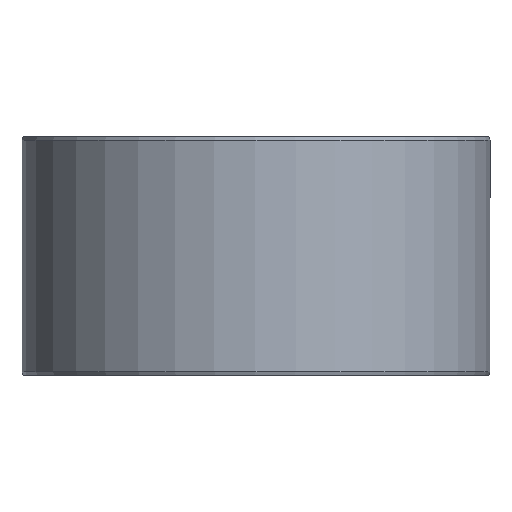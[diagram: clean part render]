
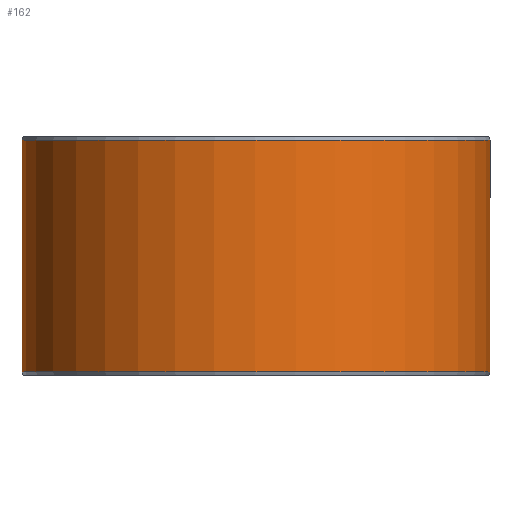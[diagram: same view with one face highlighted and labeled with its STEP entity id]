
A CAD part, front view. The second image highlights one B-rep face of the part: STEP entity #162.
In plain terms, the highlighted cylindrical face has radius 127.5 mm (diameter 255 mm), a partial arc.
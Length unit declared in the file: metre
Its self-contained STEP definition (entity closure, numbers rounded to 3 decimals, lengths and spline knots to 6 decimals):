
#162=ADVANCED_FACE('',(#185,#186),#187,.T.);
#185=FACE_OUTER_BOUND('',#211,.T.);
#186=FACE_BOUND('',#212,.T.);
#187=CYLINDRICAL_SURFACE('',#213,0.1275);
#211=EDGE_LOOP('',(#289,#290,#291,#292));
#212=EDGE_LOOP('',(#293));
#213=AXIS2_PLACEMENT_3D('',#294,#295,#296);
#289=ORIENTED_EDGE('',*,*,#314,.T.);
#290=ORIENTED_EDGE('',*,*,#323,.F.);
#291=ORIENTED_EDGE('',*,*,#309,.F.);
#292=ORIENTED_EDGE('',*,*,#324,.T.);
#293=ORIENTED_EDGE('',*,*,#327,.T.);
#294=CARTESIAN_POINT('',(0.,0.,0.0));
#295=DIRECTION('',(0.,0.0,-1.0));
#296=DIRECTION('',(-1.0,0.0,0.));
#309=EDGE_CURVE('',#341,#342,#343,.T.);
#314=EDGE_CURVE('',#351,#349,#352,.T.);
#323=EDGE_CURVE('',#342,#349,#365,.T.);
#324=EDGE_CURVE('',#341,#351,#366,.T.);
#327=EDGE_CURVE('',#370,#370,#371,.T.);
#341=VERTEX_POINT('',#389);
#342=VERTEX_POINT('',#390);
#343=CIRCLE('',#391,0.1275);
#349=VERTEX_POINT('',#399);
#351=VERTEX_POINT('',#402);
#352=CIRCLE('',#403,0.1275);
#365=LINE('',#422,#423);
#366=LINE('',#424,#425);
#370=VERTEX_POINT('',#503);
#371=B_SPLINE_CURVE_WITH_KNOTS('',3,(#504,#505,#506,#507,#508,#509,#510,#511,#512,#513,#514,#515,#516,#517,#518,#519,#520,#521,#522,#523,#524,#525,#526,#527,#528,#529,#530,#531,#532,#533,#534,#535,#536,#537,#538,#539,#540,#541,#542,#543,#544,#545,#546,#547,#548,#549,#550,#551,#552,#553,#554,#555,#556,#557,#558,#559,#560,#561,#562,#563,#564,#565,#566,#567,#568,#569,#570,#571,#572,#573,#574,#575,#576,#577),.UNSPECIFIED.,.T.,.F.,(2,2,2,2,2,2,2,2,2,2,2,2,2,2,2,2,2,2,2,2,2,2,2,2,2,2,2,2,2,2,2,2,2,2,2,2,2,2,2),(-0.000977,0.0,0.000977,0.001466,0.001954,0.002931,0.003908,0.004885,0.005862,0.006839,0.007816,0.008793,0.00977,0.010747,0.011724,0.012701,0.01319,0.013678,0.014655,0.015632,0.016609,0.017586,0.018563,0.01954,0.020517,0.021494,0.022471,0.023448,0.024425,0.024914,0.025402,0.026379,0.027356,0.028333,0.028822,0.02931,0.030287,0.031264,0.032241),.UNSPECIFIED.);
#389=CARTESIAN_POINT('',(0.002225,0.127481,0.0018));
#390=CARTESIAN_POINT('',(0.,0.1275,0.0018));
#391=AXIS2_PLACEMENT_3D('',#591,#592,#593);
#399=CARTESIAN_POINT('',(0.,0.1275,0.1282));
#402=CARTESIAN_POINT('',(0.002225,0.127481,0.1282));
#403=AXIS2_PLACEMENT_3D('',#600,#601,#602);
#422=CARTESIAN_POINT('',(0.,0.1275,0.0018));
#423=VECTOR('',#615,1.0);
#424=CARTESIAN_POINT('',(0.002225,0.127481,0.0018));
#425=VECTOR('',#616,1.0);
#503=CARTESIAN_POINT('',(0.10663,-0.069903,0.065));
#504=CARTESIAN_POINT('',(0.10663,-0.069903,0.06467));
#505=CARTESIAN_POINT('',(0.10663,-0.069903,0.06533));
#506=CARTESIAN_POINT('',(0.106647,-0.069876,0.065655));
#507=CARTESIAN_POINT('',(0.1067,-0.069796,0.066134));
#508=CARTESIAN_POINT('',(0.106721,-0.069763,0.066293));
#509=CARTESIAN_POINT('',(0.106773,-0.069683,0.066607));
#510=CARTESIAN_POINT('',(0.106804,-0.069636,0.066763));
#511=CARTESIAN_POINT('',(0.106907,-0.069478,0.067217));
#512=CARTESIAN_POINT('',(0.10699,-0.069349,0.067504));
#513=CARTESIAN_POINT('',(0.107187,-0.069044,0.068048));
#514=CARTESIAN_POINT('',(0.107302,-0.068867,0.068305));
#515=CARTESIAN_POINT('',(0.10755,-0.068478,0.068766));
#516=CARTESIAN_POINT('',(0.107685,-0.068265,0.068973));
#517=CARTESIAN_POINT('',(0.107977,-0.067803,0.069339));
#518=CARTESIAN_POINT('',(0.108132,-0.067557,0.069494));
#519=CARTESIAN_POINT('',(0.108449,-0.067045,0.069744));
#520=CARTESIAN_POINT('',(0.108615,-0.066777,0.06984));
#521=CARTESIAN_POINT('',(0.108951,-0.066227,0.069968));
#522=CARTESIAN_POINT('',(0.109119,-0.065949,0.07));
#523=CARTESIAN_POINT('',(0.109455,-0.06539,0.07));
#524=CARTESIAN_POINT('',(0.109625,-0.065106,0.069968));
#525=CARTESIAN_POINT('',(0.109951,-0.064553,0.06984));
#526=CARTESIAN_POINT('',(0.110108,-0.064284,0.069746));
#527=CARTESIAN_POINT('',(0.110412,-0.063761,0.069496));
#528=CARTESIAN_POINT('',(0.110559,-0.063507,0.069339));
#529=CARTESIAN_POINT('',(0.110828,-0.063036,0.068977));
#530=CARTESIAN_POINT('',(0.110952,-0.062817,0.068771));
#531=CARTESIAN_POINT('',(0.111182,-0.06241,0.068304));
#532=CARTESIAN_POINT('',(0.111283,-0.062229,0.068051));
#533=CARTESIAN_POINT('',(0.111415,-0.061991,0.067645));
#534=CARTESIAN_POINT('',(0.111456,-0.061918,0.067505));
#535=CARTESIAN_POINT('',(0.111531,-0.061782,0.067216));
#536=CARTESIAN_POINT('',(0.111566,-0.06172,0.067066));
#537=CARTESIAN_POINT('',(0.111657,-0.061555,0.066612));
#538=CARTESIAN_POINT('',(0.111702,-0.061472,0.0663));
#539=CARTESIAN_POINT('',(0.111764,-0.06136,0.065659));
#540=CARTESIAN_POINT('',(0.11178,-0.061331,0.065328));
#541=CARTESIAN_POINT('',(0.11178,-0.061331,0.064675));
#542=CARTESIAN_POINT('',(0.111765,-0.061359,0.064351));
#543=CARTESIAN_POINT('',(0.111703,-0.06147,0.063707));
#544=CARTESIAN_POINT('',(0.111657,-0.061555,0.06339));
#545=CARTESIAN_POINT('',(0.111537,-0.061773,0.062789));
#546=CARTESIAN_POINT('',(0.111462,-0.061908,0.062498));
#547=CARTESIAN_POINT('',(0.111284,-0.062227,0.061951));
#548=CARTESIAN_POINT('',(0.111183,-0.062408,0.061699));
#549=CARTESIAN_POINT('',(0.110956,-0.062809,0.061237));
#550=CARTESIAN_POINT('',(0.11083,-0.063033,0.061026));
#551=CARTESIAN_POINT('',(0.11056,-0.063505,0.060662));
#552=CARTESIAN_POINT('',(0.110417,-0.063754,0.060508));
#553=CARTESIAN_POINT('',(0.110113,-0.064277,0.060257));
#554=CARTESIAN_POINT('',(0.109952,-0.064551,0.060161));
#555=CARTESIAN_POINT('',(0.109627,-0.065101,0.060033));
#556=CARTESIAN_POINT('',(0.109461,-0.06538,0.06));
#557=CARTESIAN_POINT('',(0.109122,-0.065946,0.06));
#558=CARTESIAN_POINT('',(0.108952,-0.066225,0.060032));
#559=CARTESIAN_POINT('',(0.108703,-0.066634,0.060127));
#560=CARTESIAN_POINT('',(0.10862,-0.066769,0.060166));
#561=CARTESIAN_POINT('',(0.108455,-0.067036,0.060261));
#562=CARTESIAN_POINT('',(0.108373,-0.067169,0.060317));
#563=CARTESIAN_POINT('',(0.108133,-0.067555,0.060505));
#564=CARTESIAN_POINT('',(0.10798,-0.067798,0.060658));
#565=CARTESIAN_POINT('',(0.10769,-0.068258,0.06102));
#566=CARTESIAN_POINT('',(0.107552,-0.068476,0.061231));
#567=CARTESIAN_POINT('',(0.107303,-0.068865,0.061692));
#568=CARTESIAN_POINT('',(0.107191,-0.069039,0.061944));
#569=CARTESIAN_POINT('',(0.107042,-0.06927,0.062353));
#570=CARTESIAN_POINT('',(0.106996,-0.069341,0.062495));
#571=CARTESIAN_POINT('',(0.106911,-0.069471,0.062784));
#572=CARTESIAN_POINT('',(0.106873,-0.06953,0.062931));
#573=CARTESIAN_POINT('',(0.106771,-0.069687,0.063382));
#574=CARTESIAN_POINT('',(0.106718,-0.069767,0.063696));
#575=CARTESIAN_POINT('',(0.106647,-0.069876,0.064343));
#576=CARTESIAN_POINT('',(0.10663,-0.069903,0.06467));
#577=CARTESIAN_POINT('',(0.10663,-0.069903,0.06533));
#591=CARTESIAN_POINT('',(0.,0.,0.0018));
#592=DIRECTION('',(0.,0.0,-1.0));
#593=DIRECTION('',(-1.0,0.0,0.));
#600=CARTESIAN_POINT('',(0.,0.,0.1282));
#601=DIRECTION('',(0.,0.0,-1.0));
#602=DIRECTION('',(-1.0,0.0,0.));
#615=DIRECTION('',(0.,0.0,1.0));
#616=DIRECTION('',(0.,0.,1.0));
